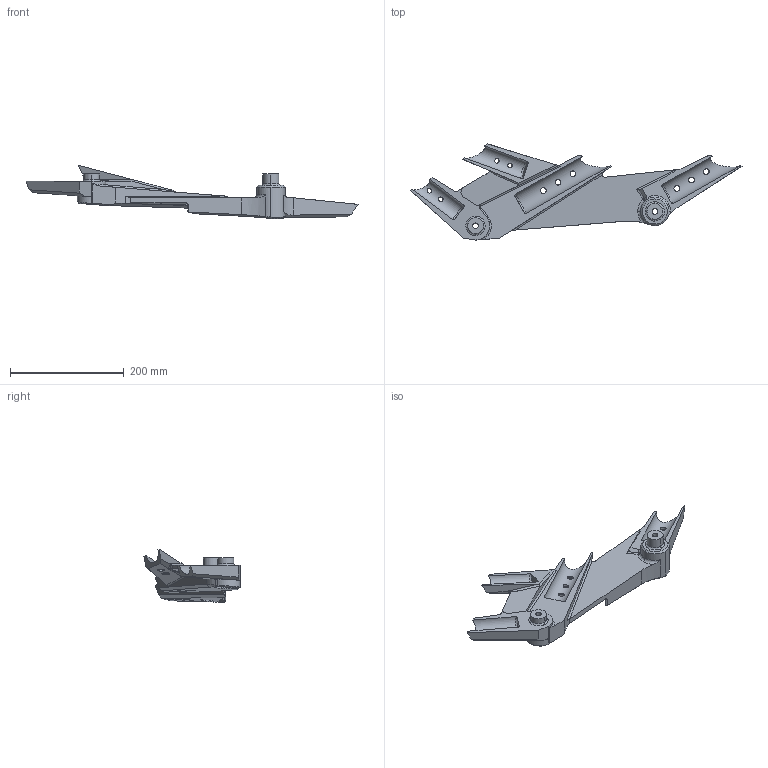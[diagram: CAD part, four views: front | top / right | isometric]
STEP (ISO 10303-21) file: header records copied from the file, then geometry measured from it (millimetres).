
FILE_DESCRIPTION (( 'STEP AP214' ), '1' );
FILE_NAME ('09 - frame plate, left - front.STEP', '2016-11-26T22:17:13', ( '' ), ( '' ), 'SwSTEP 2.0', 'SolidWorks 2014', '' );
FILE_SCHEMA (( 'AUTOMOTIVE_DESIGN' ));
Length unit declared in the file: millimetre
Products named in the file (1): 09 - frame plate, left - front
Bounding box: 585.01 x 169.27 x 94.02 mm (x, y, z)
Volume: 870298.3 mm3; surface area: 169019.4 mm2
Topology: 1 solids, 1 shells, 208 faces, 535 edges, 345 vertices
Faces by surface type: cylinder 97, plane 71, bspline 38, cone 2
Entity records: 12316 total; most frequent: CARTESIAN_POINT 5332, ORIENTED_EDGE 1070, DIRECTION 830, EDGE_CURVE 535, VERTEX_POINT 345, AXIS2_PLACEMENT_3D 296, EDGE_LOOP 248, LINE 238
